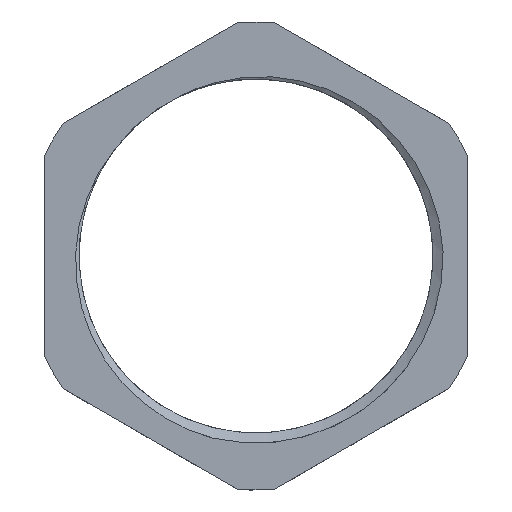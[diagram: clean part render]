
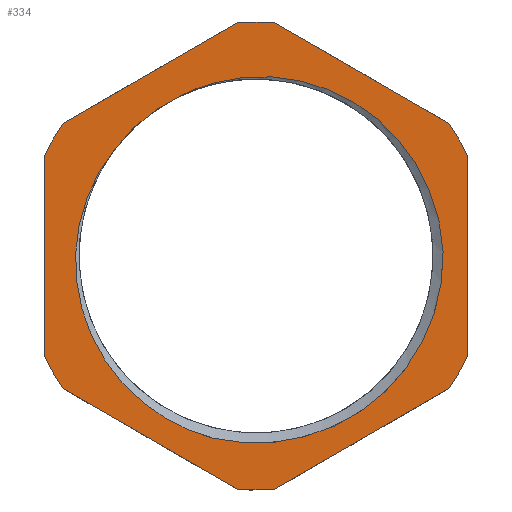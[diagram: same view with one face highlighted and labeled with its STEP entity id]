
A CAD part, top view. The second image highlights one B-rep face of the part: STEP entity #334.
In plain terms, the highlighted planar face has unit normal (0, 0, 1).
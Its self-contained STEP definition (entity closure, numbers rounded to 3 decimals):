
#16=FACE_BOUND('',#123,.T.);
#20=LINE('',#1073,#38);
#22=LINE('',#1078,#40);
#25=LINE('',#1089,#43);
#29=LINE('',#1106,#47);
#32=LINE('',#1117,#50);
#34=LINE('',#1122,#52);
#38=VECTOR('',#397,10.);
#40=VECTOR('',#401,10.);
#43=VECTOR('',#406,10.);
#47=VECTOR('',#412,10.);
#50=VECTOR('',#417,10.);
#52=VECTOR('',#421,10.);
#67=PLANE('',#361);
#70=CIRCLE('',#354,13.41);
#71=CIRCLE('',#362,17.72);
#72=CIRCLE('',#363,17.72);
#73=CIRCLE('',#364,17.72);
#74=CIRCLE('',#365,17.72);
#75=CIRCLE('',#366,17.72);
#76=CIRCLE('',#367,17.72);
#77=CIRCLE('',#368,14.171);
#103=FACE_OUTER_BOUND('',#122,.T.);
#122=EDGE_LOOP('',(#261,#262,#263,#264,#265,#266,#267,#268,#269,#270,#271,
#272));
#123=EDGE_LOOP('',(#273,#274,#275,#276));
#137=B_SPLINE_CURVE_WITH_KNOTS('',3,(#686,#687,#688,#689,#690,#691,#692,
#693,#694,#695,#696,#697,#698,#699,#700,#701),.UNSPECIFIED.,.F.,.F.,(4,
3,3,3,3,4),(-2.745,-2.725,-2.058,-1.381,
-0.695,0.),.UNSPECIFIED.);
#142=B_SPLINE_CURVE_WITH_KNOTS('',3,(#1048,#1049,#1050,#1051,#1052,#1053,
#1054,#1055,#1056,#1057,#1058,#1059,#1060,#1061,#1062,#1063),
 .UNSPECIFIED.,.F.,.F.,(4,3,3,3,3,4),(-2.741,-2.72,
-2.028,-1.343,-0.667,0.),
 .UNSPECIFIED.);
#145=VERTEX_POINT('',#649);
#146=VERTEX_POINT('',#685);
#148=VERTEX_POINT('',#740);
#150=VERTEX_POINT('',#950);
#153=VERTEX_POINT('',#1070);
#154=VERTEX_POINT('',#1072);
#155=VERTEX_POINT('',#1076);
#156=VERTEX_POINT('',#1077);
#159=VERTEX_POINT('',#1087);
#160=VERTEX_POINT('',#1088);
#165=VERTEX_POINT('',#1103);
#166=VERTEX_POINT('',#1105);
#169=VERTEX_POINT('',#1114);
#170=VERTEX_POINT('',#1116);
#171=VERTEX_POINT('',#1120);
#172=VERTEX_POINT('',#1121);
#178=EDGE_CURVE('',#145,#146,#137,.T.);
#182=EDGE_CURVE('',#148,#145,#70,.T.);
#185=EDGE_CURVE('',#150,#148,#142,.T.);
#188=EDGE_CURVE('',#154,#153,#20,.T.);
#190=EDGE_CURVE('',#155,#156,#22,.T.);
#194=EDGE_CURVE('',#159,#160,#25,.T.);
#200=EDGE_CURVE('',#166,#165,#29,.T.);
#204=EDGE_CURVE('',#170,#169,#32,.T.);
#206=EDGE_CURVE('',#171,#172,#34,.T.);
#210=EDGE_CURVE('',#153,#170,#71,.T.);
#211=EDGE_CURVE('',#169,#166,#72,.T.);
#212=EDGE_CURVE('',#165,#159,#73,.T.);
#213=EDGE_CURVE('',#160,#155,#74,.T.);
#214=EDGE_CURVE('',#156,#171,#75,.T.);
#215=EDGE_CURVE('',#172,#154,#76,.T.);
#216=EDGE_CURVE('',#150,#146,#77,.T.);
#261=ORIENTED_EDGE('',*,*,#188,.T.);
#262=ORIENTED_EDGE('',*,*,#210,.T.);
#263=ORIENTED_EDGE('',*,*,#204,.T.);
#264=ORIENTED_EDGE('',*,*,#211,.T.);
#265=ORIENTED_EDGE('',*,*,#200,.T.);
#266=ORIENTED_EDGE('',*,*,#212,.T.);
#267=ORIENTED_EDGE('',*,*,#194,.T.);
#268=ORIENTED_EDGE('',*,*,#213,.T.);
#269=ORIENTED_EDGE('',*,*,#190,.T.);
#270=ORIENTED_EDGE('',*,*,#214,.T.);
#271=ORIENTED_EDGE('',*,*,#206,.T.);
#272=ORIENTED_EDGE('',*,*,#215,.T.);
#273=ORIENTED_EDGE('',*,*,#216,.T.);
#274=ORIENTED_EDGE('',*,*,#178,.F.);
#275=ORIENTED_EDGE('',*,*,#182,.F.);
#276=ORIENTED_EDGE('',*,*,#185,.F.);
#334=ADVANCED_FACE('',(#103,#16),#67,.T.);
#354=AXIS2_PLACEMENT_3D('',#776,#392,#393);
#361=AXIS2_PLACEMENT_3D('',#1130,#424,#425);
#362=AXIS2_PLACEMENT_3D('',#1131,#426,#427);
#363=AXIS2_PLACEMENT_3D('',#1132,#428,#429);
#364=AXIS2_PLACEMENT_3D('',#1133,#430,#431);
#365=AXIS2_PLACEMENT_3D('',#1134,#432,#433);
#366=AXIS2_PLACEMENT_3D('',#1135,#434,#435);
#367=AXIS2_PLACEMENT_3D('',#1136,#436,#437);
#368=AXIS2_PLACEMENT_3D('',#1137,#438,#439);
#392=DIRECTION('center_axis',(0.,0.,1.));
#393=DIRECTION('ref_axis',(-1.,0.,0.));
#397=DIRECTION('',(0.866,0.5,0.));
#401=DIRECTION('',(0.,-1.,0.));
#406=DIRECTION('',(-0.866,-0.5,0.));
#412=DIRECTION('',(-0.866,0.5,0.));
#417=DIRECTION('',(0.,1.,0.));
#421=DIRECTION('',(0.866,-0.5,0.));
#424=DIRECTION('center_axis',(0.,0.,1.));
#425=DIRECTION('ref_axis',(1.,0.,0.));
#426=DIRECTION('center_axis',(0.,0.,1.));
#427=DIRECTION('ref_axis',(1.,0.,0.));
#428=DIRECTION('center_axis',(0.,0.,1.));
#429=DIRECTION('ref_axis',(1.,0.,0.));
#430=DIRECTION('center_axis',(0.,0.,1.));
#431=DIRECTION('ref_axis',(1.,0.,0.));
#432=DIRECTION('center_axis',(0.,0.,1.));
#433=DIRECTION('ref_axis',(1.,0.,0.));
#434=DIRECTION('center_axis',(0.,0.,1.));
#435=DIRECTION('ref_axis',(1.,0.,0.));
#436=DIRECTION('center_axis',(0.,0.,1.));
#437=DIRECTION('ref_axis',(1.,0.,0.));
#438=DIRECTION('center_axis',(0.,0.,-1.));
#439=DIRECTION('ref_axis',(-1.,0.,0.));
#649=CARTESIAN_POINT('',(-10.707,8.074,3.53));
#685=CARTESIAN_POINT('',(-3.285,-13.785,3.53));
#686=CARTESIAN_POINT('Ctrl Pts',(-10.708,8.075,3.53));
#687=CARTESIAN_POINT('Ctrl Pts',(-10.749,8.023,3.53));
#688=CARTESIAN_POINT('Ctrl Pts',(-10.79,7.971,3.53));
#689=CARTESIAN_POINT('Ctrl Pts',(-10.831,7.918,3.53));
#690=CARTESIAN_POINT('Ctrl Pts',(-12.19,6.166,3.53));
#691=CARTESIAN_POINT('Ctrl Pts',(-13.105,4.069,3.53));
#692=CARTESIAN_POINT('Ctrl Pts',(-13.474,1.888,3.53));
#693=CARTESIAN_POINT('Ctrl Pts',(-13.849,-0.327,3.53));
#694=CARTESIAN_POINT('Ctrl Pts',(-13.662,-2.639,3.53));
#695=CARTESIAN_POINT('Ctrl Pts',(-12.945,-4.766,3.53));
#696=CARTESIAN_POINT('Ctrl Pts',(-12.219,-6.922,3.53));
#697=CARTESIAN_POINT('Ctrl Pts',(-10.944,-8.899,3.53));
#698=CARTESIAN_POINT('Ctrl Pts',(-9.283,-10.457,3.53));
#699=CARTESIAN_POINT('Ctrl Pts',(-7.601,-12.035,3.53));
#700=CARTESIAN_POINT('Ctrl Pts',(-5.523,-13.187,3.53));
#701=CARTESIAN_POINT('Ctrl Pts',(-3.285,-13.785,3.53));
#740=CARTESIAN_POINT('',(-5.645,12.164,3.53));
#776=CARTESIAN_POINT('Origin',(0.,0.,3.53));
#950=CARTESIAN_POINT('',(14.167,0.316,3.53));
#1048=CARTESIAN_POINT('Ctrl Pts',(14.169,0.316,3.53));
#1049=CARTESIAN_POINT('Ctrl Pts',(14.165,0.386,3.53));
#1050=CARTESIAN_POINT('Ctrl Pts',(14.161,0.456,3.53));
#1051=CARTESIAN_POINT('Ctrl Pts',(14.157,0.526,3.53));
#1052=CARTESIAN_POINT('Ctrl Pts',(14.008,2.831,3.53));
#1053=CARTESIAN_POINT('Ctrl Pts',(13.283,5.101,3.53));
#1054=CARTESIAN_POINT('Ctrl Pts',(12.066,7.056,3.53));
#1055=CARTESIAN_POINT('Ctrl Pts',(10.862,8.99,3.53));
#1056=CARTESIAN_POINT('Ctrl Pts',(9.174,10.625,3.53));
#1057=CARTESIAN_POINT('Ctrl Pts',(7.203,11.758,3.53));
#1058=CARTESIAN_POINT('Ctrl Pts',(5.257,12.876,3.53));
#1059=CARTESIAN_POINT('Ctrl Pts',(3.026,13.512,3.53));
#1060=CARTESIAN_POINT('Ctrl Pts',(0.782,13.577,3.53));
#1061=CARTESIAN_POINT('Ctrl Pts',(-1.43,13.642,3.53));
#1062=CARTESIAN_POINT('Ctrl Pts',(-3.657,13.157,3.53));
#1063=CARTESIAN_POINT('Ctrl Pts',(-5.645,12.164,3.53));
#1070=CARTESIAN_POINT('',(14.595,-10.049,3.53));
#1072=CARTESIAN_POINT('',(1.405,-17.664,3.53));
#1073=CARTESIAN_POINT('',(15.126,-9.742,3.53));
#1076=CARTESIAN_POINT('',(-16.,7.616,3.53));
#1077=CARTESIAN_POINT('',(-16.,-7.616,3.53));
#1078=CARTESIAN_POINT('',(-16.,-8.228,3.53));
#1087=CARTESIAN_POINT('',(-1.405,17.664,3.53));
#1088=CARTESIAN_POINT('',(-14.595,10.049,3.53));
#1089=CARTESIAN_POINT('',(-7.47,14.163,3.53));
#1103=CARTESIAN_POINT('',(1.405,17.664,3.53));
#1105=CARTESIAN_POINT('',(14.595,10.049,3.53));
#1106=CARTESIAN_POINT('',(12.358,11.34,3.53));
#1114=CARTESIAN_POINT('',(16.,7.616,3.53));
#1116=CARTESIAN_POINT('',(16.,-7.616,3.53));
#1117=CARTESIAN_POINT('',(16.,-0.612,3.53));
#1120=CARTESIAN_POINT('',(-14.595,-10.049,3.53));
#1121=CARTESIAN_POINT('',(-1.405,-17.664,3.53));
#1122=CARTESIAN_POINT('',(2.953,-20.18,3.53));
#1130=CARTESIAN_POINT('Origin',(15.311,-8.84,3.53));
#1131=CARTESIAN_POINT('Origin',(0.,0.,3.53));
#1132=CARTESIAN_POINT('Origin',(0.,0.,3.53));
#1133=CARTESIAN_POINT('Origin',(0.,0.,3.53));
#1134=CARTESIAN_POINT('Origin',(0.,0.,3.53));
#1135=CARTESIAN_POINT('Origin',(0.,0.,3.53));
#1136=CARTESIAN_POINT('Origin',(0.,0.,3.53));
#1137=CARTESIAN_POINT('Origin',(0.,0.,3.53));
